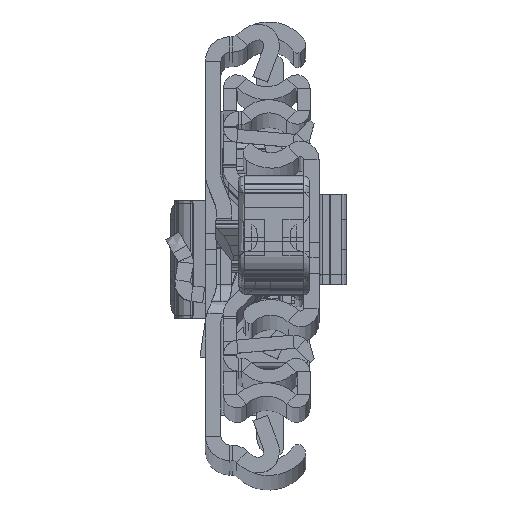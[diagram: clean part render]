
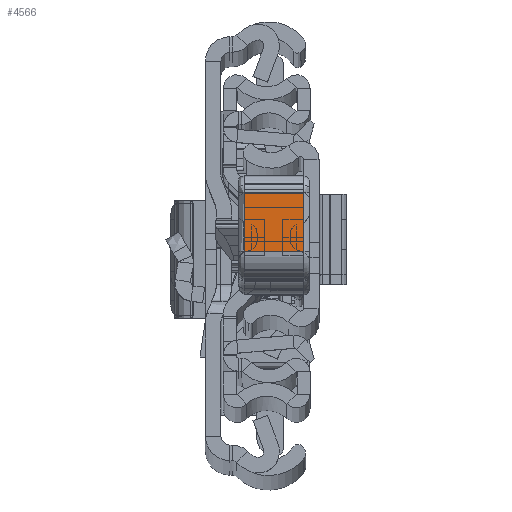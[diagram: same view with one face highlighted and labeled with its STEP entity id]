
A CAD part, top view. The second image highlights one B-rep face of the part: STEP entity #4566.
In plain terms, the highlighted face is planar.
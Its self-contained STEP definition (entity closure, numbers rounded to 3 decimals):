
#2057 = ORIENTED_EDGE ( 'NONE', *, *, #34835, .F. ) ;
#2385 = CARTESIAN_POINT ( 'NONE',  ( 39.55, -12.274, 0. ) ) ;
#3325 = EDGE_LOOP ( 'NONE', ( #22839, #15280, #2057, #30897 ) ) ;
#3333 = CARTESIAN_POINT ( 'NONE',  ( 39.55, -12.274, 0. ) ) ;
#3530 = CARTESIAN_POINT ( 'NONE',  ( 39.55, -12.274, -10. ) ) ;
#4037 = LINE ( 'NONE', #4780, #14863 ) ;
#4566 = ADVANCED_FACE ( 'NONE', ( #24583 ), #18998, .F. ) ;
#4780 = CARTESIAN_POINT ( 'NONE',  ( 39.55, -12.274, -11. ) ) ;
#4953 = DIRECTION ( 'NONE',  ( -0.027, -1., 0. ) ) ;
#5631 = CARTESIAN_POINT ( 'NONE',  ( 39.818, -2.465, 0. ) ) ;
#5833 = DIRECTION ( 'NONE',  ( 0., 0., -1. ) ) ;
#6025 = LINE ( 'NONE', #20437, #7599 ) ;
#7599 = VECTOR ( 'NONE', #5833, 1000. ) ;
#7851 = EDGE_CURVE ( 'NONE', #26823, #20000, #29859, .T. ) ;
#10569 = DIRECTION ( 'NONE',  ( 0., 0., 1. ) ) ;
#10927 = DIRECTION ( 'NONE',  ( -1., 0.027, 0. ) ) ;
#11335 = CARTESIAN_POINT ( 'NONE',  ( 39.55, -12.274, -10. ) ) ;
#11852 = EDGE_CURVE ( 'NONE', #20000, #14726, #4037, .T. ) ;
#12173 = DIRECTION ( 'NONE',  ( -0.027, -1., 0. ) ) ;
#12511 = CARTESIAN_POINT ( 'NONE',  ( 39.818, -2.465, -10. ) ) ;
#14116 = DIRECTION ( 'NONE',  ( 0.027, 1., 0. ) ) ;
#14726 = VERTEX_POINT ( 'NONE', #3333 ) ;
#14863 = VECTOR ( 'NONE', #10569, 1000. ) ;
#15280 = ORIENTED_EDGE ( 'NONE', *, *, #7851, .F. ) ;
#18998 = PLANE ( 'NONE',  #35016 ) ;
#19362 = CARTESIAN_POINT ( 'NONE',  ( 39.55, -12.274, -11. ) ) ;
#20000 = VERTEX_POINT ( 'NONE', #11335 ) ;
#20437 = CARTESIAN_POINT ( 'NONE',  ( 39.818, -2.465, -11. ) ) ;
#22633 = VECTOR ( 'NONE', #12173, 1000. ) ;
#22839 = ORIENTED_EDGE ( 'NONE', *, *, #11852, .F. ) ;
#23820 = EDGE_CURVE ( 'NONE', #14726, #32364, #28139, .T. ) ;
#24583 = FACE_OUTER_BOUND ( 'NONE', #3325, .T. ) ;
#26823 = VERTEX_POINT ( 'NONE', #12511 ) ;
#28139 = LINE ( 'NONE', #2385, #31733 ) ;
#29859 = LINE ( 'NONE', #3530, #22633 ) ;
#30897 = ORIENTED_EDGE ( 'NONE', *, *, #23820, .F. ) ;
#31733 = VECTOR ( 'NONE', #14116, 1000. ) ;
#32364 = VERTEX_POINT ( 'NONE', #5631 ) ;
#34835 = EDGE_CURVE ( 'NONE', #32364, #26823, #6025, .T. ) ;
#35016 = AXIS2_PLACEMENT_3D ( 'NONE', #19362, #10927, #4953 ) ;
